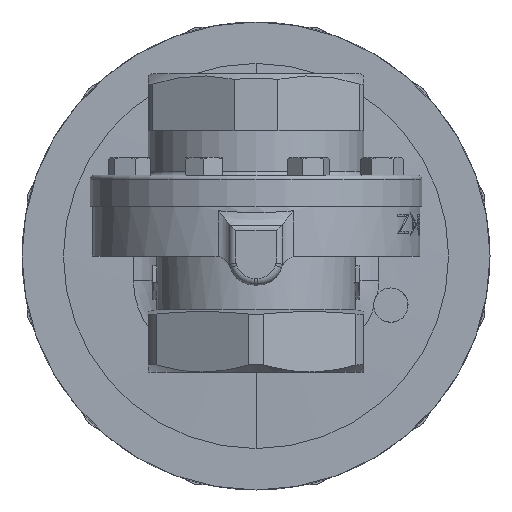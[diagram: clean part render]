
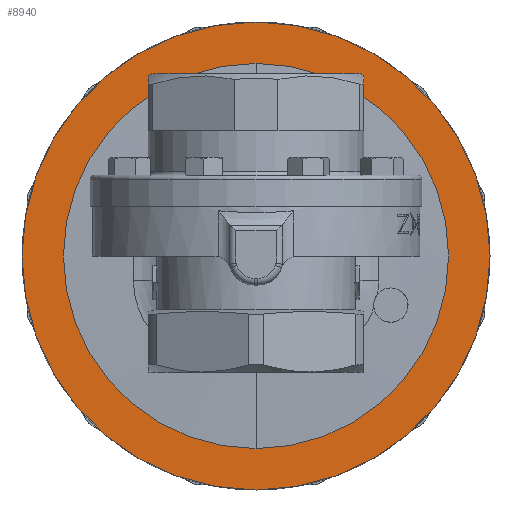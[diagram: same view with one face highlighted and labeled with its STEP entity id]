
A CAD part, front view. The second image highlights one B-rep face of the part: STEP entity #8940.
In plain terms, the highlighted planar face has unit normal (0, -1, 0).
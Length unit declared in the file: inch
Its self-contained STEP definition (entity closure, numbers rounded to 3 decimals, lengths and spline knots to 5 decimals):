
#1162 = CIRCLE ( 'NONE', #24641, 3.53 ) ;
#2214 = CIRCLE ( 'NONE', #5770, 2.905 ) ;
#2450 = FACE_BOUND ( 'NONE', #15319, .T. ) ;
#2487 = CARTESIAN_POINT ( 'NONE',  ( 0., 2.75, 3.53 ) ) ;
#2641 = PLANE ( 'NONE',  #23015 ) ;
#3942 = ORIENTED_EDGE ( 'NONE', *, *, #7259, .F. ) ;
#5427 = DIRECTION ( 'NONE',  ( 0., -1., 0. ) ) ;
#5770 = AXIS2_PLACEMENT_3D ( 'NONE', #7015, #22392, #9215 ) ;
#6343 = AXIS2_PLACEMENT_3D ( 'NONE', #18546, #5427, #20789 ) ;
#6927 = CARTESIAN_POINT ( 'NONE',  ( 0., 2.75, 0. ) ) ;
#7015 = CARTESIAN_POINT ( 'NONE',  ( 0., 2.75, 0. ) ) ;
#7259 = EDGE_CURVE ( 'NONE', #27841, #18033, #27571, .T. ) ;
#7580 = FACE_OUTER_BOUND ( 'NONE', #18389, .T. ) ;
#7630 = CARTESIAN_POINT ( 'NONE',  ( 0., 2.75, -3.53 ) ) ;
#8940 = ADVANCED_FACE ( 'NONE', ( #2450, #7580 ), #2641, .T. ) ;
#9136 = DIRECTION ( 'NONE',  ( 0., 0., -1. ) ) ;
#9215 = DIRECTION ( 'NONE',  ( 0., 0., -1. ) ) ;
#9581 = CARTESIAN_POINT ( 'NONE',  ( 0., 2.75, 0. ) ) ;
#10517 = CARTESIAN_POINT ( 'NONE',  ( 0., 2.75, -2.905 ) ) ;
#11029 = ORIENTED_EDGE ( 'NONE', *, *, #13052, .T. ) ;
#11149 = ORIENTED_EDGE ( 'NONE', *, *, #13416, .F. ) ;
#11456 = DIRECTION ( 'NONE',  ( 0., 0., -1. ) ) ;
#11757 = DIRECTION ( 'NONE',  ( 0., 0., -1. ) ) ;
#12221 = CARTESIAN_POINT ( 'NONE',  ( 0., 2.75, 2.905 ) ) ;
#13052 = EDGE_CURVE ( 'NONE', #25031, #17674, #13561, .T. ) ;
#13416 = EDGE_CURVE ( 'NONE', #18033, #27841, #2214, .T. ) ;
#13561 = CIRCLE ( 'NONE', #6343, 3.53 ) ;
#15319 = EDGE_LOOP ( 'NONE', ( #11149, #3942 ) ) ;
#17674 = VERTEX_POINT ( 'NONE', #2487 ) ;
#18033 = VERTEX_POINT ( 'NONE', #12221 ) ;
#18389 = EDGE_LOOP ( 'NONE', ( #25660, #11029 ) ) ;
#18546 = CARTESIAN_POINT ( 'NONE',  ( 0., 2.75, 0. ) ) ;
#20231 = CARTESIAN_POINT ( 'NONE',  ( 0., 2.75, -3.625 ) ) ;
#20789 = DIRECTION ( 'NONE',  ( 0., 0., -1. ) ) ;
#22314 = DIRECTION ( 'NONE',  ( 0., -1., 0. ) ) ;
#22320 = AXIS2_PLACEMENT_3D ( 'NONE', #9581, #24957, #11757 ) ;
#22392 = DIRECTION ( 'NONE',  ( 0., -1., 0. ) ) ;
#23015 = AXIS2_PLACEMENT_3D ( 'NONE', #20231, #24652, #11456 ) ;
#24641 = AXIS2_PLACEMENT_3D ( 'NONE', #6927, #22314, #9136 ) ;
#24652 = DIRECTION ( 'NONE',  ( 0., -1., 0. ) ) ;
#24957 = DIRECTION ( 'NONE',  ( 0., -1., 0. ) ) ;
#25031 = VERTEX_POINT ( 'NONE', #7630 ) ;
#25660 = ORIENTED_EDGE ( 'NONE', *, *, #25749, .T. ) ;
#25749 = EDGE_CURVE ( 'NONE', #17674, #25031, #1162, .T. ) ;
#27571 = CIRCLE ( 'NONE', #22320, 2.905 ) ;
#27841 = VERTEX_POINT ( 'NONE', #10517 ) ;
